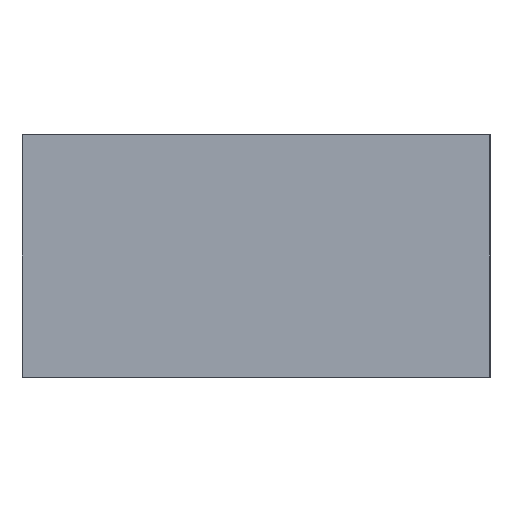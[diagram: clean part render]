
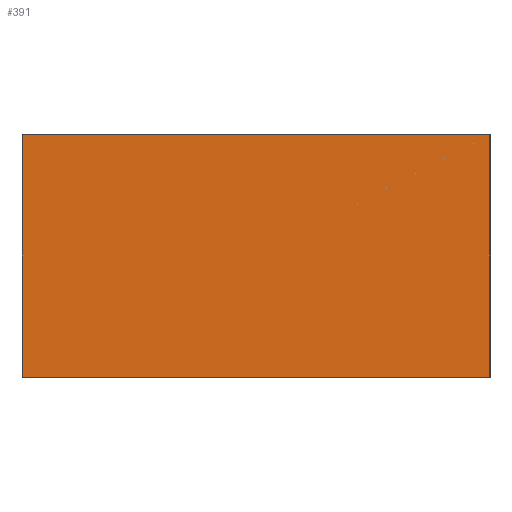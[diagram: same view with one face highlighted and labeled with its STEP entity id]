
A CAD part, left-side view. The second image highlights one B-rep face of the part: STEP entity #391.
In plain terms, the highlighted planar face has unit normal (-1, 0, 0).
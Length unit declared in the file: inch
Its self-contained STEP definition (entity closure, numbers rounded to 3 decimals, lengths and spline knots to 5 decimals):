
#13=DIRECTION('',(0.,-1.,0.));
#14=VECTOR('',#13,2.9);
#15=CARTESIAN_POINT('',(0.,2.9,0.));
#16=LINE('',#15,#14);
#17=DIRECTION('',(0.,0.,1.));
#18=VECTOR('',#17,1.5);
#19=CARTESIAN_POINT('',(0.,0.,0.));
#20=LINE('',#19,#18);
#37=DIRECTION('',(0.,0.,1.));
#38=VECTOR('',#37,1.5);
#39=CARTESIAN_POINT('',(0.,2.9,0.));
#40=LINE('',#39,#38);
#53=DIRECTION('',(0.,-1.,0.));
#54=VECTOR('',#53,2.9);
#55=CARTESIAN_POINT('',(0.,2.9,1.5));
#56=LINE('',#55,#54);
#257=CARTESIAN_POINT('',(0.,0.,0.));
#259=VERTEX_POINT('',#257);
#263=CARTESIAN_POINT('',(0.,2.9,0.));
#264=VERTEX_POINT('',#263);
#265=CARTESIAN_POINT('',(0.,0.,1.5));
#267=VERTEX_POINT('',#265);
#271=CARTESIAN_POINT('',(0.,2.9,1.5));
#272=VERTEX_POINT('',#271);
#378=CARTESIAN_POINT('',(0.,2.9,0.));
#379=DIRECTION('',(-1.,0.,0.));
#380=DIRECTION('',(0.,-1.,0.));
#381=AXIS2_PLACEMENT_3D('',#378,#379,#380);
#382=PLANE('',#381);
#383=ORIENTED_EDGE('',*,*,#348,.F.);
#385=ORIENTED_EDGE('',*,*,#384,.T.);
#387=ORIENTED_EDGE('',*,*,#386,.T.);
#388=ORIENTED_EDGE('',*,*,#359,.F.);
#389=EDGE_LOOP('',(#383,#385,#387,#388));
#390=FACE_OUTER_BOUND('',#389,.F.);
#391=ADVANCED_FACE('',(#390),#382,.T.);
#348=EDGE_CURVE('',#264,#259,#16,.T.);
#359=EDGE_CURVE('',#259,#267,#20,.T.);
#384=EDGE_CURVE('',#264,#272,#40,.T.);
#386=EDGE_CURVE('',#272,#267,#56,.T.);
